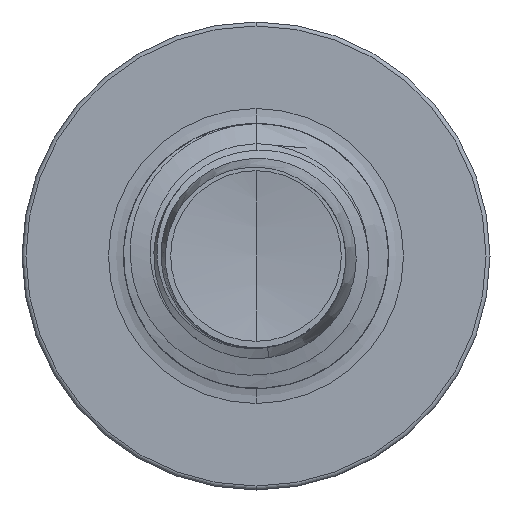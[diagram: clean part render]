
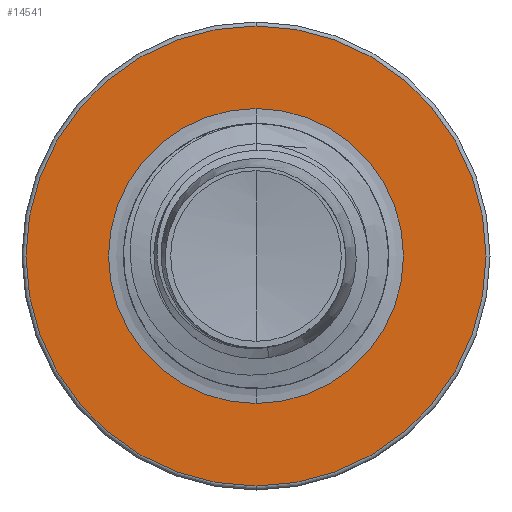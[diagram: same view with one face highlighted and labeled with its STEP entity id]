
A CAD part, front view. The second image highlights one B-rep face of the part: STEP entity #14541.
In plain terms, the highlighted planar face has unit normal (0, -1, 0).
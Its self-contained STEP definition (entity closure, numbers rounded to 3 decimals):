
#1277 = AXIS2_PLACEMENT_3D ( 'NONE', #29392, #15873, #47258 ) ;
#4400 = CARTESIAN_POINT ( 'NONE',  ( 0., 20., -1.67 ) ) ;
#6186 = AXIS2_PLACEMENT_3D ( 'NONE', #22051, #53177, #26620 ) ;
#8237 = ORIENTED_EDGE ( 'NONE', *, *, #42802, .T. ) ;
#8708 = FACE_OUTER_BOUND ( 'NONE', #33376, .T. ) ;
#10650 = ORIENTED_EDGE ( 'NONE', *, *, #21856, .T. ) ;
#12116 = VERTEX_POINT ( 'NONE', #4400 ) ;
#12786 = CIRCLE ( 'NONE', #33230, 2.605 ) ;
#12864 = AXIS2_PLACEMENT_3D ( 'NONE', #21354, #52491, #25931 ) ;
#14541 = ADVANCED_FACE ( 'NONE', ( #8708, #22396 ), #34006, .F. ) ;
#15873 = DIRECTION ( 'NONE',  ( 0., 1., 0. ) ) ;
#16872 = EDGE_CURVE ( 'NONE', #30468, #48093, #35162, .T. ) ;
#19198 = DIRECTION ( 'NONE',  ( 0., 1., 0. ) ) ;
#19713 = VERTEX_POINT ( 'NONE', #49513 ) ;
#20054 = DIRECTION ( 'NONE',  ( 0., 1., 0. ) ) ;
#20450 = ORIENTED_EDGE ( 'NONE', *, *, #16872, .F. ) ;
#21354 = CARTESIAN_POINT ( 'NONE',  ( 0., 20., 0. ) ) ;
#21856 = EDGE_CURVE ( 'NONE', #19713, #12116, #36464, .T. ) ;
#22051 = CARTESIAN_POINT ( 'NONE',  ( 0., 20., 0. ) ) ;
#22162 = CARTESIAN_POINT ( 'NONE',  ( 0., 20., 2.605 ) ) ;
#22396 = FACE_BOUND ( 'NONE', #32927, .T. ) ;
#25931 = DIRECTION ( 'NONE',  ( 0., 0., 1. ) ) ;
#26620 = DIRECTION ( 'NONE',  ( 0., 0., 1. ) ) ;
#29392 = CARTESIAN_POINT ( 'NONE',  ( 0., 20., -1.67 ) ) ;
#30468 = VERTEX_POINT ( 'NONE', #22162 ) ;
#32893 = EDGE_CURVE ( 'NONE', #48093, #30468, #12786, .T. ) ;
#32927 = EDGE_LOOP ( 'NONE', ( #10650, #8237 ) ) ;
#33230 = AXIS2_PLACEMENT_3D ( 'NONE', #46830, #20054, #51220 ) ;
#33376 = EDGE_LOOP ( 'NONE', ( #20450, #36078 ) ) ;
#34006 = PLANE ( 'NONE',  #1277 ) ;
#35162 = CIRCLE ( 'NONE', #12864, 2.605 ) ;
#36078 = ORIENTED_EDGE ( 'NONE', *, *, #32893, .F. ) ;
#36464 = CIRCLE ( 'NONE', #6186, 1.67 ) ;
#36857 = CIRCLE ( 'NONE', #51322, 1.67 ) ;
#42802 = EDGE_CURVE ( 'NONE', #12116, #19713, #36857, .T. ) ;
#43981 = CARTESIAN_POINT ( 'NONE',  ( 0., 20., -2.605 ) ) ;
#46019 = CARTESIAN_POINT ( 'NONE',  ( 0., 20., 0. ) ) ;
#46830 = CARTESIAN_POINT ( 'NONE',  ( 0., 20., 0. ) ) ;
#47258 = DIRECTION ( 'NONE',  ( 0., 0., 1. ) ) ;
#48093 = VERTEX_POINT ( 'NONE', #43981 ) ;
#49513 = CARTESIAN_POINT ( 'NONE',  ( 0., 20., 1.67 ) ) ;
#50389 = DIRECTION ( 'NONE',  ( 0., 0., 1. ) ) ;
#51220 = DIRECTION ( 'NONE',  ( 0., 0., 1. ) ) ;
#51322 = AXIS2_PLACEMENT_3D ( 'NONE', #46019, #19198, #50389 ) ;
#52491 = DIRECTION ( 'NONE',  ( 0., 1., 0. ) ) ;
#53177 = DIRECTION ( 'NONE',  ( 0., 1., 0. ) ) ;
